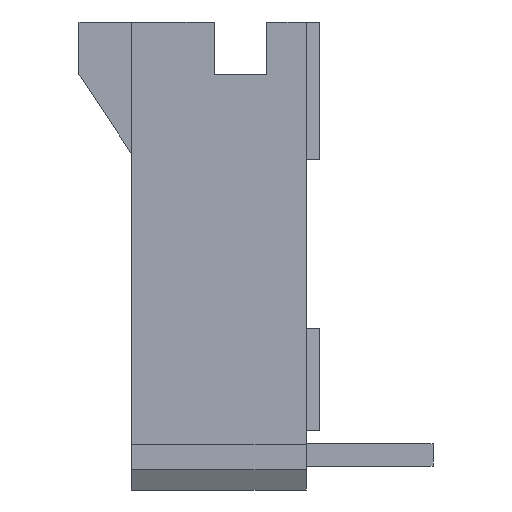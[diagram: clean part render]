
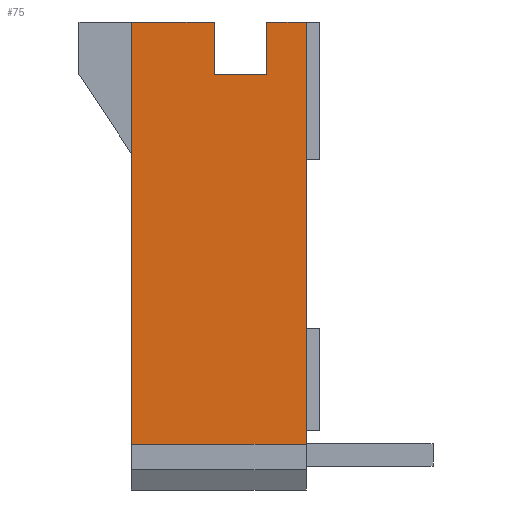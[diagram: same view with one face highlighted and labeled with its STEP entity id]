
A CAD part, left-side view. The second image highlights one B-rep face of the part: STEP entity #75.
In plain terms, the highlighted planar face has unit normal (-1, 0, 0).
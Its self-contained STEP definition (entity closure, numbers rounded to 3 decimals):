
#75=ADVANCED_FACE('',(#255),#256,.F.);
#255=FACE_OUTER_BOUND('',#626,.T.);
#256=PLANE('',#627);
#626=EDGE_LOOP('',(#997,#998,#999,#1000,#1001,#1002,#1003,#1004));
#627=AXIS2_PLACEMENT_3D('',#1005,#1006,#1007);
#997=ORIENTED_EDGE('',*,*,#2498,.F.);
#998=ORIENTED_EDGE('',*,*,#2499,.F.);
#999=ORIENTED_EDGE('',*,*,#2500,.T.);
#1000=ORIENTED_EDGE('',*,*,#2501,.T.);
#1001=ORIENTED_EDGE('',*,*,#2502,.T.);
#1002=ORIENTED_EDGE('',*,*,#2503,.F.);
#1003=ORIENTED_EDGE('',*,*,#2504,.T.);
#1004=ORIENTED_EDGE('',*,*,#2505,.F.);
#1005=CARTESIAN_POINT('',(-8.827,0.0,0.0));
#1006=DIRECTION('',(1.0,0.0,0.0));
#1007=DIRECTION('',(0.0,1.0,0.0));
#2498=EDGE_CURVE('',#2980,#2981,#2982,.T.);
#2499=EDGE_CURVE('',#2983,#2980,#2984,.T.);
#2500=EDGE_CURVE('',#2983,#2985,#2986,.T.);
#2501=EDGE_CURVE('',#2985,#2987,#2988,.T.);
#2502=EDGE_CURVE('',#2987,#2989,#2990,.T.);
#2503=EDGE_CURVE('',#2991,#2989,#2992,.T.);
#2504=EDGE_CURVE('',#2991,#2993,#2994,.T.);
#2505=EDGE_CURVE('',#2981,#2993,#2995,.T.);
#2980=VERTEX_POINT('',#3778);
#2981=VERTEX_POINT('',#3779);
#2982=LINE('',#3780,#3781);
#2983=VERTEX_POINT('',#3782);
#2984=LINE('',#3783,#3784);
#2985=VERTEX_POINT('',#3785);
#2986=LINE('',#3786,#3787);
#2987=VERTEX_POINT('',#3788);
#2988=LINE('',#3789,#3790);
#2989=VERTEX_POINT('',#3791);
#2990=LINE('',#3792,#3793);
#2991=VERTEX_POINT('',#3794);
#2992=LINE('',#3795,#3796);
#2993=VERTEX_POINT('',#3797);
#2994=LINE('',#3798,#3799);
#2995=LINE('',#3800,#3801);
#3778=CARTESIAN_POINT('',(-8.827,-2.54,0.0));
#3779=CARTESIAN_POINT('',(-8.827,-2.54,-12.255));
#3780=CARTESIAN_POINT('',(-8.827,-2.54,0.0));
#3781=VECTOR('',#5058,12.255);
#3782=CARTESIAN_POINT('',(-8.827,-1.39,0.0));
#3783=CARTESIAN_POINT('',(-8.827,-1.39,0.0));
#3784=VECTOR('',#5059,1.15);
#3785=CARTESIAN_POINT('',(-8.827,-1.39,-1.52));
#3786=CARTESIAN_POINT('',(-8.827,-1.39,0.0));
#3787=VECTOR('',#5060,1.52);
#3788=CARTESIAN_POINT('',(-8.827,0.13,-1.52));
#3789=CARTESIAN_POINT('',(-8.827,-1.39,-1.52));
#3790=VECTOR('',#5061,1.52);
#3791=CARTESIAN_POINT('',(-8.827,0.13,0.0));
#3792=CARTESIAN_POINT('',(-8.827,0.13,-1.52));
#3793=VECTOR('',#5062,1.52);
#3794=CARTESIAN_POINT('',(-8.827,2.54,0.0));
#3795=CARTESIAN_POINT('',(-8.827,2.54,0.0));
#3796=VECTOR('',#5063,2.41);
#3797=CARTESIAN_POINT('',(-8.827,2.54,-12.255));
#3798=CARTESIAN_POINT('',(-8.827,2.54,0.0));
#3799=VECTOR('',#5064,12.255);
#3800=CARTESIAN_POINT('',(-8.827,-2.54,-12.255));
#3801=VECTOR('',#5065,5.08);
#5058=DIRECTION('',(0.0,0.0,-1.0));
#5059=DIRECTION('',(0.0,-1.0,0.0));
#5060=DIRECTION('',(0.0,0.0,-1.0));
#5061=DIRECTION('',(0.0,1.0,0.0));
#5062=DIRECTION('',(0.0,0.0,1.0));
#5063=DIRECTION('',(0.0,-1.0,0.0));
#5064=DIRECTION('',(0.0,0.0,-1.0));
#5065=DIRECTION('',(0.0,1.0,0.0));
